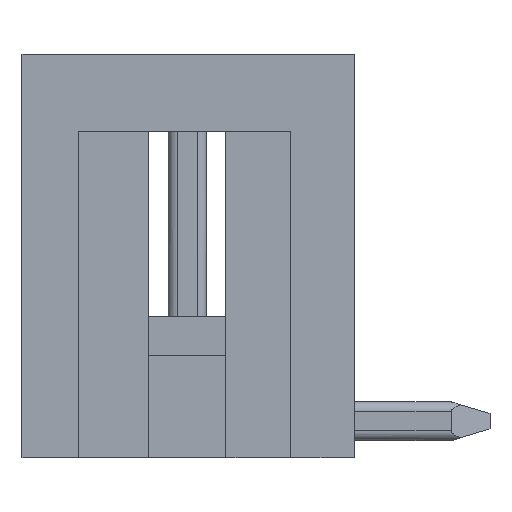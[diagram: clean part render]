
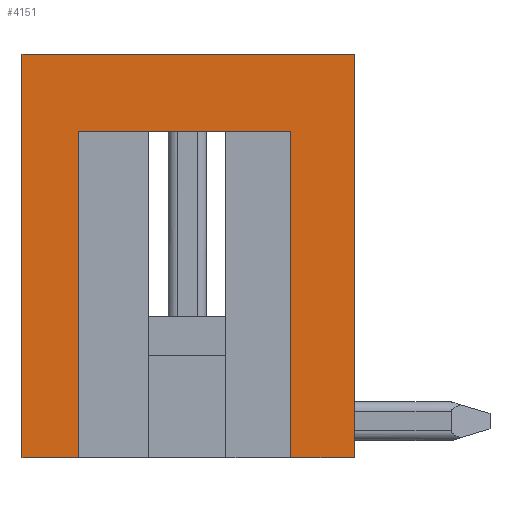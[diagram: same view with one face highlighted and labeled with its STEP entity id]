
A CAD part, left-side view. The second image highlights one B-rep face of the part: STEP entity #4151.
In plain terms, the highlighted planar face has unit normal (-1, 0, 0).
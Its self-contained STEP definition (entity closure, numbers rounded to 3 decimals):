
#20 = VERTEX_POINT ( 'NONE', #1622 ) ;
#80 = EDGE_CURVE ( 'NONE', #20, #202, #4357, .T. ) ;
#202 = VERTEX_POINT ( 'NONE', #375 ) ;
#233 = VECTOR ( 'NONE', #611, 1000. ) ;
#260 = VERTEX_POINT ( 'NONE', #3691 ) ;
#304 = EDGE_LOOP ( 'NONE', ( #379, #3022, #1126, #1326, #1492, #4097, #2354, #1435 ) ) ;
#346 = DIRECTION ( 'NONE',  ( 0., 0., -1. ) ) ;
#375 = CARTESIAN_POINT ( 'NONE',  ( -27.325, -1.45, 0. ) ) ;
#379 = ORIENTED_EDGE ( 'NONE', *, *, #4752, .F. ) ;
#384 = AXIS2_PLACEMENT_3D ( 'NONE', #976, #1122, #1912 ) ;
#505 = VECTOR ( 'NONE', #920, 1000. ) ;
#611 = DIRECTION ( 'NONE',  ( 0., 0., -1. ) ) ;
#891 = CARTESIAN_POINT ( 'NONE',  ( -27.325, -6.95, 0. ) ) ;
#920 = DIRECTION ( 'NONE',  ( 0., 0., 1. ) ) ;
#976 = CARTESIAN_POINT ( 'NONE',  ( -27.325, 0., 10.45 ) ) ;
#1045 = VERTEX_POINT ( 'NONE', #891 ) ;
#1122 = DIRECTION ( 'NONE',  ( 1., 0., 0. ) ) ;
#1126 = ORIENTED_EDGE ( 'NONE', *, *, #1240, .F. ) ;
#1207 = LINE ( 'NONE', #2013, #505 ) ;
#1240 = EDGE_CURVE ( 'NONE', #4315, #1045, #3417, .T. ) ;
#1263 = VECTOR ( 'NONE', #3354, 1000. ) ;
#1278 = CARTESIAN_POINT ( 'NONE',  ( -27.325, 0., 10.45 ) ) ;
#1326 = ORIENTED_EDGE ( 'NONE', *, *, #1433, .F. ) ;
#1356 = DIRECTION ( 'NONE',  ( 0., 1., 0. ) ) ;
#1370 = CARTESIAN_POINT ( 'NONE',  ( -27.325, -8.6, 0. ) ) ;
#1433 = EDGE_CURVE ( 'NONE', #260, #4315, #2414, .T. ) ;
#1435 = ORIENTED_EDGE ( 'NONE', *, *, #80, .F. ) ;
#1470 = VERTEX_POINT ( 'NONE', #4268 ) ;
#1492 = ORIENTED_EDGE ( 'NONE', *, *, #4116, .F. ) ;
#1592 = VECTOR ( 'NONE', #1870, 1000. ) ;
#1622 = CARTESIAN_POINT ( 'NONE',  ( -27.325, -1.45, 8.45 ) ) ;
#1703 = LINE ( 'NONE', #4431, #1263 ) ;
#1870 = DIRECTION ( 'NONE',  ( 0., 1., 0. ) ) ;
#1912 = DIRECTION ( 'NONE',  ( 0., 0., -1. ) ) ;
#1994 = LINE ( 'NONE', #4720, #2155 ) ;
#2013 = CARTESIAN_POINT ( 'NONE',  ( -27.325, 0., 10.45 ) ) ;
#2025 = VECTOR ( 'NONE', #3188, 1000. ) ;
#2118 = CARTESIAN_POINT ( 'NONE',  ( -27.325, 0., 8.45 ) ) ;
#2155 = VECTOR ( 'NONE', #2621, 1000. ) ;
#2169 = VECTOR ( 'NONE', #346, 1000. ) ;
#2354 = ORIENTED_EDGE ( 'NONE', *, *, #4526, .F. ) ;
#2414 = LINE ( 'NONE', #1370, #2169 ) ;
#2486 = LINE ( 'NONE', #3115, #2025 ) ;
#2500 = VERTEX_POINT ( 'NONE', #1278 ) ;
#2621 = DIRECTION ( 'NONE',  ( 0., -1., 0. ) ) ;
#2662 = VERTEX_POINT ( 'NONE', #4412 ) ;
#3022 = ORIENTED_EDGE ( 'NONE', *, *, #3654, .F. ) ;
#3115 = CARTESIAN_POINT ( 'NONE',  ( -27.325, -8.6, 0. ) ) ;
#3188 = DIRECTION ( 'NONE',  ( 0., 1., 0. ) ) ;
#3215 = VECTOR ( 'NONE', #1356, 1000. ) ;
#3250 = CARTESIAN_POINT ( 'NONE',  ( -27.325, -8.6, 0. ) ) ;
#3260 = CARTESIAN_POINT ( 'NONE',  ( -27.325, -8.6, 0. ) ) ;
#3354 = DIRECTION ( 'NONE',  ( 0., 0., 1. ) ) ;
#3417 = LINE ( 'NONE', #3250, #3215 ) ;
#3654 = EDGE_CURVE ( 'NONE', #1045, #1470, #1703, .T. ) ;
#3691 = CARTESIAN_POINT ( 'NONE',  ( -27.325, -8.6, 10.45 ) ) ;
#3712 = FACE_OUTER_BOUND ( 'NONE', #304, .T. ) ;
#3906 = CARTESIAN_POINT ( 'NONE',  ( -27.325, -1.45, 10.45 ) ) ;
#4097 = ORIENTED_EDGE ( 'NONE', *, *, #4304, .F. ) ;
#4116 = EDGE_CURVE ( 'NONE', #2500, #260, #1994, .T. ) ;
#4151 = ADVANCED_FACE ( 'NONE', ( #3712 ), #4724, .F. ) ;
#4214 = LINE ( 'NONE', #2118, #1592 ) ;
#4268 = CARTESIAN_POINT ( 'NONE',  ( -27.325, -6.95, 8.45 ) ) ;
#4304 = EDGE_CURVE ( 'NONE', #2662, #2500, #1207, .T. ) ;
#4315 = VERTEX_POINT ( 'NONE', #3260 ) ;
#4357 = LINE ( 'NONE', #3906, #233 ) ;
#4412 = CARTESIAN_POINT ( 'NONE',  ( -27.325, 0., 0. ) ) ;
#4431 = CARTESIAN_POINT ( 'NONE',  ( -27.325, -6.95, 10.45 ) ) ;
#4526 = EDGE_CURVE ( 'NONE', #202, #2662, #2486, .T. ) ;
#4720 = CARTESIAN_POINT ( 'NONE',  ( -27.325, 0., 10.45 ) ) ;
#4724 = PLANE ( 'NONE',  #384 ) ;
#4752 = EDGE_CURVE ( 'NONE', #1470, #20, #4214, .T. ) ;
